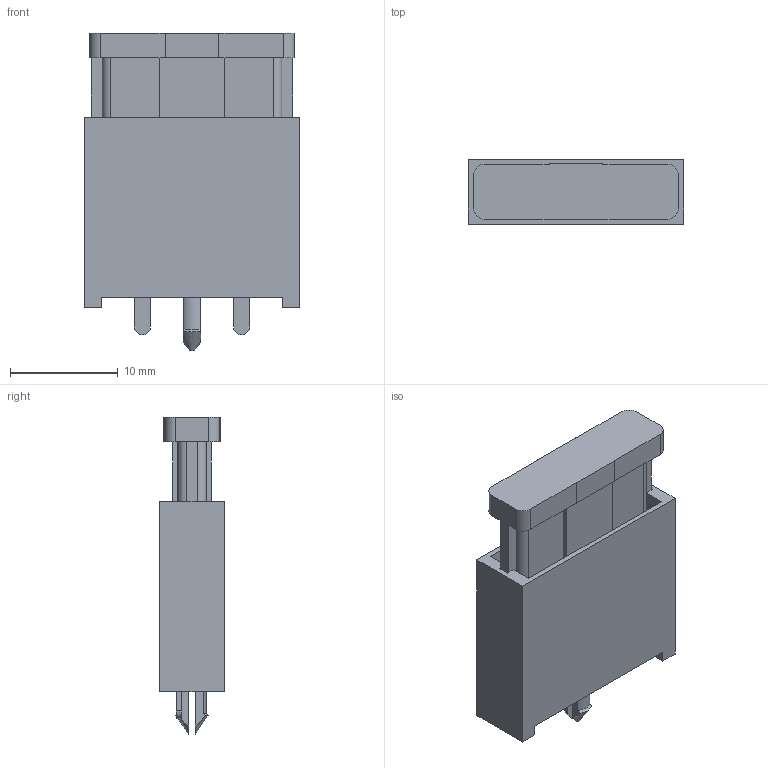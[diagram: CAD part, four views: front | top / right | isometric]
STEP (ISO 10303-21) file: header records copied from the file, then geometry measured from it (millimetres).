
FILE_DESCRIPTION(('FreeCAD Model'),'2;1');
FILE_NAME('Fuse_Phoenix_SI-H-FKS_15.step', '2017-06-08T15:39:28',('kicad StepUp'),('ksu MCAD'), 'Open CASCADE STEP processor 6.8','FreeCAD','Unknown');
FILE_SCHEMA(('AUTOMOTIVE_DESIGN_CC2 { 1 2 10303 214 -1 1 5 4 }'));
Length unit declared in the file: millimetre
Products named in the file (1): Fuse_Phoenix_SI-H-FKS_15
Bounding box: 20 x 6 x 29.5 mm (x, y, z)
Volume: 2271.6 mm3; surface area: 2374.8 mm2
Topology: 1 solids, 3 shells, 139 faces, 374 edges, 245 vertices
Faces by surface type: plane 118, cylinder 15, cone 6
Entity records: 5276 total; most frequent: CARTESIAN_POINT 759, ORIENTED_EDGE 748, DIRECTION 703, EDGE_CURVE 374, LINE 325, VECTOR 325, VERTEX_POINT 245, AXIS2_PLACEMENT_3D 189
